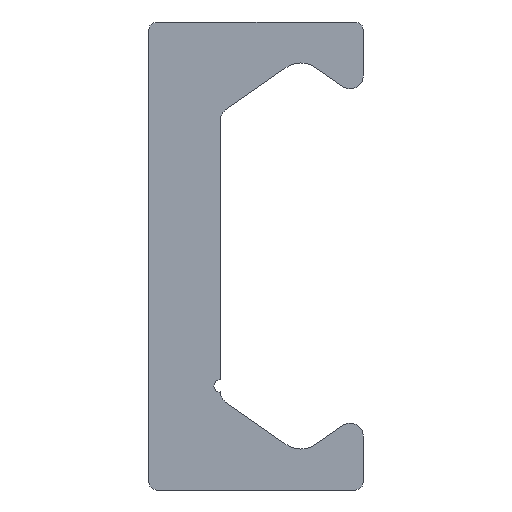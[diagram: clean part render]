
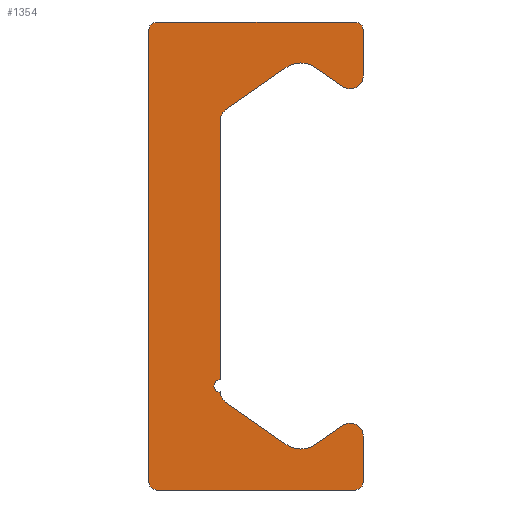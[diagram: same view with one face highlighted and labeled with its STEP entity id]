
A CAD part, left-side view. The second image highlights one B-rep face of the part: STEP entity #1354.
In plain terms, the highlighted planar face has unit normal (-1, 0, 0).
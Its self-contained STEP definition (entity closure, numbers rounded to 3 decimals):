
#491=CARTESIAN_POINT('',(0.0,1.375,5.214));
#492=VERTEX_POINT('',#491);
#499=CARTESIAN_POINT('',(0.0,1.375,-4.75));
#500=VERTEX_POINT('',#499);
#501=CARTESIAN_POINT('',(0.0,1.375,5.214));
#502=DIRECTION('',(0.0,0.0,-1.0));
#503=VECTOR('',#502,9.964);
#504=LINE('',#501,#503);
#505=EDGE_CURVE('',#492,#500,#504,.T.);
#649=CARTESIAN_POINT('',(0.0,3.825,-9.));
#650=VERTEX_POINT('',#649);
#657=CARTESIAN_POINT('',(0.0,4.125,-8.7));
#658=VERTEX_POINT('',#657);
#659=CARTESIAN_POINT('',(0.0,3.825,-8.7));
#660=DIRECTION('',(1.0,0.0,0.0));
#661=DIRECTION('',(0.0,0.0,-1.0));
#662=AXIS2_PLACEMENT_3D('',#659,#660,#661);
#663=CIRCLE('',#662,0.3);
#664=EDGE_CURVE('',#650,#658,#663,.T.);
#688=CARTESIAN_POINT('',(0.0,-3.825,-9.));
#689=VERTEX_POINT('',#688);
#696=CARTESIAN_POINT('',(0.0,-3.825,-9.));
#697=DIRECTION('',(0.0,1.0,0.0));
#698=VECTOR('',#697,7.65);
#699=LINE('',#696,#698);
#700=EDGE_CURVE('',#689,#650,#699,.T.);
#720=CARTESIAN_POINT('',(0.0,-4.125,-8.7));
#721=VERTEX_POINT('',#720);
#728=CARTESIAN_POINT('',(0.0,-3.825,-8.7));
#729=DIRECTION('',(1.0,0.0,0.0));
#730=DIRECTION('',(0.0,-1.0,0.0));
#731=AXIS2_PLACEMENT_3D('',#728,#729,#730);
#732=CIRCLE('',#731,0.3);
#733=EDGE_CURVE('',#721,#689,#732,.T.);
#752=CARTESIAN_POINT('',(0.0,-4.125,-6.925));
#753=VERTEX_POINT('',#752);
#760=CARTESIAN_POINT('',(0.0,-4.125,-6.925));
#761=DIRECTION('',(0.0,0.0,-1.0));
#762=VECTOR('',#761,1.775);
#763=LINE('',#760,#762);
#764=EDGE_CURVE('',#753,#721,#763,.T.);
#784=CARTESIAN_POINT('',(0.0,-3.338,-6.515));
#785=VERTEX_POINT('',#784);
#792=CARTESIAN_POINT('',(0.0,-3.625,-6.925));
#793=DIRECTION('',(1.0,0.0,0.0));
#794=DIRECTION('',(0.0,0.574,0.819));
#795=AXIS2_PLACEMENT_3D('',#792,#793,#794);
#796=CIRCLE('',#795,0.5);
#797=EDGE_CURVE('',#785,#753,#796,.T.);
#816=CARTESIAN_POINT('',(0.0,-2.299,-7.243));
#817=VERTEX_POINT('',#816);
#824=CARTESIAN_POINT('',(0.0,-2.299,-7.243));
#825=DIRECTION('',(0.0,-0.819,0.574));
#826=VECTOR('',#825,1.269);
#827=LINE('',#824,#826);
#828=EDGE_CURVE('',#817,#785,#827,.T.);
#848=CARTESIAN_POINT('',(0.0,-1.151,-7.243));
#849=VERTEX_POINT('',#848);
#856=CARTESIAN_POINT('',(0.0,-1.725,-6.424));
#857=DIRECTION('',(-1.0,0.0,0.0));
#858=DIRECTION('',(0.0,0.574,0.819));
#859=AXIS2_PLACEMENT_3D('',#856,#857,#858);
#860=CIRCLE('',#859,1.0);
#861=EDGE_CURVE('',#849,#817,#860,.T.);
#880=CARTESIAN_POINT('',(0.0,1.162,-5.624));
#881=VERTEX_POINT('',#880);
#888=CARTESIAN_POINT('',(0.0,1.162,-5.624));
#889=DIRECTION('',(0.0,-0.819,-0.574));
#890=VECTOR('',#889,2.824);
#891=LINE('',#888,#890);
#892=EDGE_CURVE('',#881,#849,#891,.T.);
#912=CARTESIAN_POINT('',(0.0,1.375,-5.214));
#913=VERTEX_POINT('',#912);
#920=CARTESIAN_POINT('',(0.0,0.875,-5.214));
#921=DIRECTION('',(-1.0,0.0,0.0));
#922=DIRECTION('',(0.0,-0.574,0.819));
#923=AXIS2_PLACEMENT_3D('',#920,#921,#922);
#924=CIRCLE('',#923,0.5);
#925=EDGE_CURVE('',#913,#881,#924,.T.);
#944=CARTESIAN_POINT('',(0.0,1.375,-5.25));
#945=VERTEX_POINT('',#944);
#952=CARTESIAN_POINT('',(0.0,1.375,-5.25));
#953=DIRECTION('',(0.0,0.0,1.0));
#954=VECTOR('',#953,0.036);
#955=LINE('',#952,#954);
#956=EDGE_CURVE('',#945,#913,#955,.T.);
#982=CARTESIAN_POINT('',(0.0,1.375,-5.0));
#983=DIRECTION('',(-1.0,0.0,0.0));
#984=DIRECTION('',(0.0,0.0,1.0));
#985=AXIS2_PLACEMENT_3D('',#982,#983,#984);
#986=CIRCLE('',#985,0.25);
#987=EDGE_CURVE('',#500,#945,#986,.T.);
#1007=CARTESIAN_POINT('',(0.0,1.162,5.624));
#1008=VERTEX_POINT('',#1007);
#1015=CARTESIAN_POINT('',(0.0,0.875,5.214));
#1016=DIRECTION('',(-1.0,0.0,0.0));
#1017=DIRECTION('',(0.0,-1.0,0.0));
#1018=AXIS2_PLACEMENT_3D('',#1015,#1016,#1017);
#1019=CIRCLE('',#1018,0.5);
#1020=EDGE_CURVE('',#1008,#492,#1019,.T.);
#1039=CARTESIAN_POINT('',(0.0,-1.151,7.243));
#1040=VERTEX_POINT('',#1039);
#1047=CARTESIAN_POINT('',(0.0,-1.151,7.243));
#1048=DIRECTION('',(0.0,0.819,-0.574));
#1049=VECTOR('',#1048,2.824);
#1050=LINE('',#1047,#1049);
#1051=EDGE_CURVE('',#1040,#1008,#1050,.T.);
#1071=CARTESIAN_POINT('',(0.0,-2.299,7.243));
#1072=VERTEX_POINT('',#1071);
#1079=CARTESIAN_POINT('',(0.0,-1.725,6.424));
#1080=DIRECTION('',(-1.0,0.0,0.0));
#1081=DIRECTION('',(0.0,-0.574,-0.819));
#1082=AXIS2_PLACEMENT_3D('',#1079,#1080,#1081);
#1083=CIRCLE('',#1082,1.0);
#1084=EDGE_CURVE('',#1072,#1040,#1083,.T.);
#1103=CARTESIAN_POINT('',(0.0,-3.338,6.515));
#1104=VERTEX_POINT('',#1103);
#1111=CARTESIAN_POINT('',(0.0,-3.338,6.515));
#1112=DIRECTION('',(0.0,0.819,0.574));
#1113=VECTOR('',#1112,1.269);
#1114=LINE('',#1111,#1113);
#1115=EDGE_CURVE('',#1104,#1072,#1114,.T.);
#1135=CARTESIAN_POINT('',(0.0,-4.125,6.925));
#1136=VERTEX_POINT('',#1135);
#1143=CARTESIAN_POINT('',(0.0,-3.625,6.925));
#1144=DIRECTION('',(1.0,0.0,0.0));
#1145=DIRECTION('',(0.0,-1.0,0.0));
#1146=AXIS2_PLACEMENT_3D('',#1143,#1144,#1145);
#1147=CIRCLE('',#1146,0.5);
#1148=EDGE_CURVE('',#1136,#1104,#1147,.T.);
#1167=CARTESIAN_POINT('',(0.0,-4.125,8.7));
#1168=VERTEX_POINT('',#1167);
#1175=CARTESIAN_POINT('',(0.0,-4.125,8.7));
#1176=DIRECTION('',(0.0,0.0,-1.0));
#1177=VECTOR('',#1176,1.775);
#1178=LINE('',#1175,#1177);
#1179=EDGE_CURVE('',#1168,#1136,#1178,.T.);
#1199=CARTESIAN_POINT('',(0.0,-3.825,9.));
#1200=VERTEX_POINT('',#1199);
#1207=CARTESIAN_POINT('',(0.0,-3.825,8.7));
#1208=DIRECTION('',(1.0,0.0,0.0));
#1209=DIRECTION('',(0.0,0.0,1.0));
#1210=AXIS2_PLACEMENT_3D('',#1207,#1208,#1209);
#1211=CIRCLE('',#1210,0.3);
#1212=EDGE_CURVE('',#1200,#1168,#1211,.T.);
#1231=CARTESIAN_POINT('',(0.0,3.825,9.));
#1232=VERTEX_POINT('',#1231);
#1239=CARTESIAN_POINT('',(0.0,3.825,9.));
#1240=DIRECTION('',(0.0,-1.0,0.0));
#1241=VECTOR('',#1240,7.65);
#1242=LINE('',#1239,#1241);
#1243=EDGE_CURVE('',#1232,#1200,#1242,.T.);
#1263=CARTESIAN_POINT('',(0.0,4.125,8.7));
#1264=VERTEX_POINT('',#1263);
#1271=CARTESIAN_POINT('',(0.0,3.825,8.7));
#1272=DIRECTION('',(1.0,0.0,0.0));
#1273=DIRECTION('',(0.0,1.0,0.0));
#1274=AXIS2_PLACEMENT_3D('',#1271,#1272,#1273);
#1275=CIRCLE('',#1274,0.3);
#1276=EDGE_CURVE('',#1264,#1232,#1275,.T.);
#1294=CARTESIAN_POINT('',(0.0,4.125,-8.7));
#1295=DIRECTION('',(0.0,0.0,1.0));
#1296=VECTOR('',#1295,17.4);
#1297=LINE('',#1294,#1296);
#1298=EDGE_CURVE('',#658,#1264,#1297,.T.);
#1325=CARTESIAN_POINT('',(0.0,0.856,-0.029));
#1326=DIRECTION('',(1.0,0.0,0.0));
#1327=DIRECTION('',(0.0,0.0,-1.0));
#1328=AXIS2_PLACEMENT_3D('',#1325,#1326,#1327);
#1329=PLANE('',#1328);
#1330=ORIENTED_EDGE('',*,*,#1298,.F.);
#1331=ORIENTED_EDGE('',*,*,#664,.F.);
#1332=ORIENTED_EDGE('',*,*,#700,.F.);
#1333=ORIENTED_EDGE('',*,*,#733,.F.);
#1334=ORIENTED_EDGE('',*,*,#764,.F.);
#1335=ORIENTED_EDGE('',*,*,#797,.F.);
#1336=ORIENTED_EDGE('',*,*,#828,.F.);
#1337=ORIENTED_EDGE('',*,*,#861,.F.);
#1338=ORIENTED_EDGE('',*,*,#892,.F.);
#1339=ORIENTED_EDGE('',*,*,#925,.F.);
#1340=ORIENTED_EDGE('',*,*,#956,.F.);
#1341=ORIENTED_EDGE('',*,*,#987,.F.);
#1342=ORIENTED_EDGE('',*,*,#505,.F.);
#1343=ORIENTED_EDGE('',*,*,#1020,.F.);
#1344=ORIENTED_EDGE('',*,*,#1051,.F.);
#1345=ORIENTED_EDGE('',*,*,#1084,.F.);
#1346=ORIENTED_EDGE('',*,*,#1115,.F.);
#1347=ORIENTED_EDGE('',*,*,#1148,.F.);
#1348=ORIENTED_EDGE('',*,*,#1179,.F.);
#1349=ORIENTED_EDGE('',*,*,#1212,.F.);
#1350=ORIENTED_EDGE('',*,*,#1243,.F.);
#1351=ORIENTED_EDGE('',*,*,#1276,.F.);
#1352=EDGE_LOOP('',(#1330,#1331,#1332,#1333,#1334,#1335,#1336,#1337,#1338,#1339,#1340,#1341,#1342,#1343,#1344,#1345,#1346,#1347,#1348,#1349,#1350,#1351));
#1353=FACE_OUTER_BOUND('',#1352,.T.);
#1354=ADVANCED_FACE('',(#1353),#1329,.F.);
